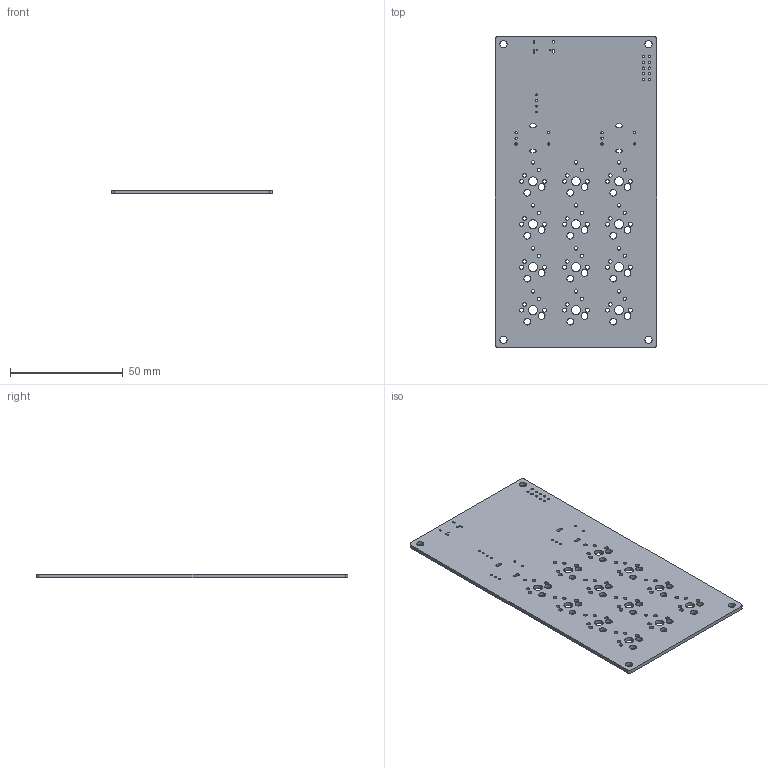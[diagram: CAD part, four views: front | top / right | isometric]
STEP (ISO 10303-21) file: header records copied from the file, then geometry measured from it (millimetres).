
FILE_DESCRIPTION(('KiCad electronic assembly'),'2;1');
FILE_NAME('MgBoard.step','2022-05-23T20:12:02',('Pcbnew'),('Kicad'), 'Open CASCADE STEP processor 7.6','KiCad to STEP converter','Unknown' );
FILE_SCHEMA(('AUTOMOTIVE_DESIGN { 1 0 10303 214 1 1 1 1 }'));
Length unit declared in the file: millimetre
Products named in the file (2): MgBoard 1; _autosave-MgBoard PCB
Assembly tree (1 placements, depth 2):
  MgBoard 1
    _autosave-MgBoard PCB
Bounding box: 71.44 x 138.11 x 1.6 mm (x, y, z)
Volume: 14973.7 mm3; surface area: 20721.3 mm2
Topology: 1 solids, 1 shells, 168 faces, 498 edges, 332 vertices
Faces by surface type: cylinder 146, plane 22
Full cylindrical faces by diameter (mm): 0.65 x2, 0.762 x4, 1 x20, 1.499 x24, 1.524 x12, 1.702 x24, 3 x24, 3.2 x4, 3.988 x12
Entity records: 13727 total; most frequent: CARTESIAN_POINT 3748, DIRECTION 1834, ORIENTED_EDGE 996, PCURVE 996, DEFINITIONAL_REPRESENTATION 996, LINE 910, VECTOR 910, EDGE_CURVE 498
